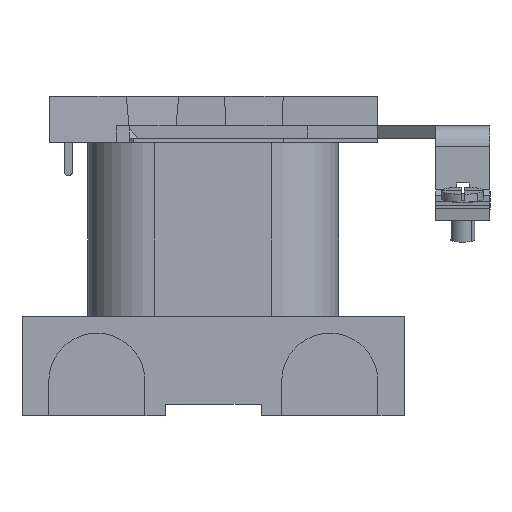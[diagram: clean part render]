
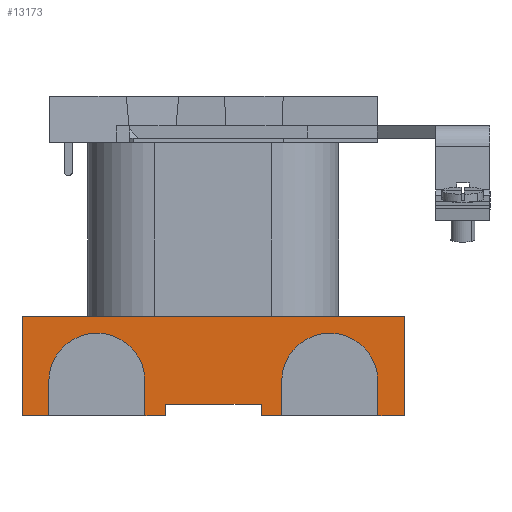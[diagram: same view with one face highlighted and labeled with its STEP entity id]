
A CAD part, front view. The second image highlights one B-rep face of the part: STEP entity #13173.
In plain terms, the highlighted planar face has unit normal (0, -1, 0).
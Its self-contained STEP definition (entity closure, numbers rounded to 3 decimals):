
#31 = LINE ( 'NONE', #702, #14984 ) ;
#48 = ORIENTED_EDGE ( 'NONE', *, *, #16131, .T. ) ;
#491 = LINE ( 'NONE', #4001, #3968 ) ;
#702 = CARTESIAN_POINT ( 'NONE',  ( 6.365, -16.143, -22.694 ) ) ;
#705 = VERTEX_POINT ( 'NONE', #16016 ) ;
#992 = ORIENTED_EDGE ( 'NONE', *, *, #15787, .T. ) ;
#1013 = VERTEX_POINT ( 'NONE', #11292 ) ;
#1027 = VERTEX_POINT ( 'NONE', #3428 ) ;
#1117 = EDGE_CURVE ( 'NONE', #7998, #5821, #5810, .T. ) ;
#1338 = VERTEX_POINT ( 'NONE', #4105 ) ;
#1488 = LINE ( 'NONE', #7110, #13382 ) ;
#1501 = AXIS2_PLACEMENT_3D ( 'NONE', #3153, #5827, #4400 ) ;
#1819 = ORIENTED_EDGE ( 'NONE', *, *, #13429, .T. ) ;
#2001 = ORIENTED_EDGE ( 'NONE', *, *, #2744, .F. ) ;
#2005 = VERTEX_POINT ( 'NONE', #3816 ) ;
#2044 = VECTOR ( 'NONE', #16567, 1000. ) ;
#2272 = LINE ( 'NONE', #3511, #7171 ) ;
#2307 = DIRECTION ( 'NONE',  ( 0., 0., -1. ) ) ;
#2495 = EDGE_CURVE ( 'NONE', #12030, #1013, #17025, .T. ) ;
#2598 = CARTESIAN_POINT ( 'NONE',  ( -7.535, -16.143, -22.694 ) ) ;
#2634 = EDGE_LOOP ( 'NONE', ( #992, #3403, #48, #4896, #14024, #8527, #1819, #10787, #4991, #13196, #9044, #10011, #8785, #16324, #4845, #2001 ) ) ;
#2744 = EDGE_CURVE ( 'NONE', #6653, #14367, #9049, .T. ) ;
#2849 = EDGE_CURVE ( 'NONE', #11157, #7760, #31, .T. ) ;
#3053 = VECTOR ( 'NONE', #9045, 1000. ) ;
#3153 = CARTESIAN_POINT ( 'NONE',  ( -24.685, -16.143, -22.694 ) ) ;
#3403 = ORIENTED_EDGE ( 'NONE', *, *, #16389, .T. ) ;
#3410 = CIRCLE ( 'NONE', #12391, 5.75 ) ;
#3428 = CARTESIAN_POINT ( 'NONE',  ( 3.915, -16.143, -21.344 ) ) ;
#3511 = CARTESIAN_POINT ( 'NONE',  ( -9.985, -16.143, -22.694 ) ) ;
#3591 = CARTESIAN_POINT ( 'NONE',  ( -24.685, -16.143, -22.694 ) ) ;
#3816 = CARTESIAN_POINT ( 'NONE',  ( 21.065, -16.143, -10.844 ) ) ;
#3942 = DIRECTION ( 'NONE',  ( 0., 0., 1. ) ) ;
#3968 = VECTOR ( 'NONE', #13163, 1000. ) ;
#4001 = CARTESIAN_POINT ( 'NONE',  ( 17.865, -16.143, -22.694 ) ) ;
#4105 = CARTESIAN_POINT ( 'NONE',  ( 17.865, -16.143, -18.594 ) ) ;
#4337 = VECTOR ( 'NONE', #9914, 1000. ) ;
#4400 = DIRECTION ( 'NONE',  ( -1., 0., 0. ) ) ;
#4767 = LINE ( 'NONE', #2598, #5392 ) ;
#4845 = ORIENTED_EDGE ( 'NONE', *, *, #11756, .T. ) ;
#4896 = ORIENTED_EDGE ( 'NONE', *, *, #13450, .F. ) ;
#4964 = VECTOR ( 'NONE', #7700, 1000. ) ;
#4980 = CARTESIAN_POINT ( 'NONE',  ( 6.365, -16.143, -18.594 ) ) ;
#4991 = ORIENTED_EDGE ( 'NONE', *, *, #10033, .T. ) ;
#5060 = CARTESIAN_POINT ( 'NONE',  ( 3.915, -16.143, -22.694 ) ) ;
#5192 = EDGE_CURVE ( 'NONE', #7760, #1338, #6874, .T. ) ;
#5345 = CARTESIAN_POINT ( 'NONE',  ( 21.065, -16.143, -22.694 ) ) ;
#5392 = VECTOR ( 'NONE', #14309, 1000. ) ;
#5600 = PLANE ( 'NONE',  #1501 ) ;
#5709 = DIRECTION ( 'NONE',  ( -1., 0., 0. ) ) ;
#5810 = LINE ( 'NONE', #14270, #4964 ) ;
#5821 = VERTEX_POINT ( 'NONE', #15183 ) ;
#5827 = DIRECTION ( 'NONE',  ( 0., 1., 0. ) ) ;
#5966 = EDGE_CURVE ( 'NONE', #5821, #705, #10688, .T. ) ;
#5979 = CARTESIAN_POINT ( 'NONE',  ( 3.915, -16.143, -22.694 ) ) ;
#6210 = VECTOR ( 'NONE', #16220, 1000. ) ;
#6528 = LINE ( 'NONE', #10526, #3053 ) ;
#6653 = VERTEX_POINT ( 'NONE', #15559 ) ;
#6874 = CIRCLE ( 'NONE', #8188, 5.75 ) ;
#7001 = VERTEX_POINT ( 'NONE', #12822 ) ;
#7110 = CARTESIAN_POINT ( 'NONE',  ( -21.485, -16.143, -22.694 ) ) ;
#7131 = CARTESIAN_POINT ( 'NONE',  ( -9.985, -16.143, -18.594 ) ) ;
#7171 = VECTOR ( 'NONE', #2307, 1000. ) ;
#7210 = CARTESIAN_POINT ( 'NONE',  ( -9.985, -16.143, -22.694 ) ) ;
#7221 = DIRECTION ( 'NONE',  ( 0., 0., 1. ) ) ;
#7385 = EDGE_CURVE ( 'NONE', #2005, #705, #9335, .T. ) ;
#7398 = VERTEX_POINT ( 'NONE', #7131 ) ;
#7541 = CARTESIAN_POINT ( 'NONE',  ( -15.735, -16.143, -18.594 ) ) ;
#7700 = DIRECTION ( 'NONE',  ( -1., 0., 0. ) ) ;
#7760 = VERTEX_POINT ( 'NONE', #4980 ) ;
#7903 = DIRECTION ( 'NONE',  ( -1., 0., 0. ) ) ;
#7998 = VERTEX_POINT ( 'NONE', #15088 ) ;
#8074 = CARTESIAN_POINT ( 'NONE',  ( -24.685, -16.143, -22.694 ) ) ;
#8188 = AXIS2_PLACEMENT_3D ( 'NONE', #14923, #16291, #5709 ) ;
#8364 = CARTESIAN_POINT ( 'NONE',  ( -24.685, -16.143, -10.844 ) ) ;
#8527 = ORIENTED_EDGE ( 'NONE', *, *, #5192, .T. ) ;
#8726 = FACE_OUTER_BOUND ( 'NONE', #2634, .T. ) ;
#8785 = ORIENTED_EDGE ( 'NONE', *, *, #11639, .T. ) ;
#9044 = ORIENTED_EDGE ( 'NONE', *, *, #5966, .F. ) ;
#9045 = DIRECTION ( 'NONE',  ( 1., 0., 0. ) ) ;
#9049 = LINE ( 'NONE', #15777, #13978 ) ;
#9093 = LINE ( 'NONE', #5979, #4337 ) ;
#9329 = CARTESIAN_POINT ( 'NONE',  ( 21.065, -16.143, -22.694 ) ) ;
#9335 = LINE ( 'NONE', #8364, #6210 ) ;
#9892 = EDGE_CURVE ( 'NONE', #14373, #7398, #3410, .T. ) ;
#9914 = DIRECTION ( 'NONE',  ( 0., 0., -1. ) ) ;
#10011 = ORIENTED_EDGE ( 'NONE', *, *, #1117, .F. ) ;
#10033 = EDGE_CURVE ( 'NONE', #12030, #2005, #14284, .T. ) ;
#10265 = DIRECTION ( 'NONE',  ( 1., 0., 0. ) ) ;
#10302 = LINE ( 'NONE', #8074, #13393 ) ;
#10526 = CARTESIAN_POINT ( 'NONE',  ( -7.535, -16.143, -21.344 ) ) ;
#10653 = VECTOR ( 'NONE', #12739, 1000. ) ;
#10688 = LINE ( 'NONE', #3591, #2044 ) ;
#10787 = ORIENTED_EDGE ( 'NONE', *, *, #2495, .F. ) ;
#11000 = VECTOR ( 'NONE', #3942, 1000. ) ;
#11157 = VERTEX_POINT ( 'NONE', #16385 ) ;
#11292 = CARTESIAN_POINT ( 'NONE',  ( 17.865, -16.143, -22.694 ) ) ;
#11639 = EDGE_CURVE ( 'NONE', #7998, #14373, #1488, .T. ) ;
#11756 = EDGE_CURVE ( 'NONE', #7398, #14367, #2272, .T. ) ;
#12030 = VERTEX_POINT ( 'NONE', #9329 ) ;
#12391 = AXIS2_PLACEMENT_3D ( 'NONE', #7541, #16755, #10265 ) ;
#12739 = DIRECTION ( 'NONE',  ( -1., 0., 0. ) ) ;
#12796 = CARTESIAN_POINT ( 'NONE',  ( -24.685, -16.143, -22.694 ) ) ;
#12822 = CARTESIAN_POINT ( 'NONE',  ( -7.535, -16.143, -21.344 ) ) ;
#13163 = DIRECTION ( 'NONE',  ( 0., 0., -1. ) ) ;
#13173 = ADVANCED_FACE ( 'NONE', ( #8726 ), #5600, .F. ) ;
#13196 = ORIENTED_EDGE ( 'NONE', *, *, #7385, .T. ) ;
#13382 = VECTOR ( 'NONE', #7221, 1000. ) ;
#13393 = VECTOR ( 'NONE', #14732, 1000. ) ;
#13429 = EDGE_CURVE ( 'NONE', #1338, #1013, #491, .T. ) ;
#13450 = EDGE_CURVE ( 'NONE', #11157, #14525, #10302, .T. ) ;
#13978 = VECTOR ( 'NONE', #7903, 1000. ) ;
#14024 = ORIENTED_EDGE ( 'NONE', *, *, #2849, .T. ) ;
#14270 = CARTESIAN_POINT ( 'NONE',  ( -24.685, -16.143, -22.694 ) ) ;
#14284 = LINE ( 'NONE', #5345, #11000 ) ;
#14309 = DIRECTION ( 'NONE',  ( 0., 0., 1. ) ) ;
#14367 = VERTEX_POINT ( 'NONE', #7210 ) ;
#14373 = VERTEX_POINT ( 'NONE', #16356 ) ;
#14525 = VERTEX_POINT ( 'NONE', #5060 ) ;
#14732 = DIRECTION ( 'NONE',  ( -1., 0., 0. ) ) ;
#14923 = CARTESIAN_POINT ( 'NONE',  ( 12.115, -16.143, -18.594 ) ) ;
#14984 = VECTOR ( 'NONE', #16409, 1000. ) ;
#15088 = CARTESIAN_POINT ( 'NONE',  ( -21.485, -16.143, -22.694 ) ) ;
#15183 = CARTESIAN_POINT ( 'NONE',  ( -24.685, -16.143, -22.694 ) ) ;
#15559 = CARTESIAN_POINT ( 'NONE',  ( -7.535, -16.143, -22.694 ) ) ;
#15777 = CARTESIAN_POINT ( 'NONE',  ( -24.685, -16.143, -22.694 ) ) ;
#15787 = EDGE_CURVE ( 'NONE', #6653, #7001, #4767, .T. ) ;
#16016 = CARTESIAN_POINT ( 'NONE',  ( -24.685, -16.143, -10.844 ) ) ;
#16131 = EDGE_CURVE ( 'NONE', #1027, #14525, #9093, .T. ) ;
#16220 = DIRECTION ( 'NONE',  ( -1., 0., 0. ) ) ;
#16291 = DIRECTION ( 'NONE',  ( 0., 1., 0. ) ) ;
#16324 = ORIENTED_EDGE ( 'NONE', *, *, #9892, .T. ) ;
#16356 = CARTESIAN_POINT ( 'NONE',  ( -21.485, -16.143, -18.594 ) ) ;
#16385 = CARTESIAN_POINT ( 'NONE',  ( 6.365, -16.143, -22.694 ) ) ;
#16389 = EDGE_CURVE ( 'NONE', #7001, #1027, #6528, .T. ) ;
#16409 = DIRECTION ( 'NONE',  ( 0., 0., 1. ) ) ;
#16567 = DIRECTION ( 'NONE',  ( 0., 0., 1. ) ) ;
#16755 = DIRECTION ( 'NONE',  ( 0., 1., 0. ) ) ;
#17025 = LINE ( 'NONE', #12796, #10653 ) ;
